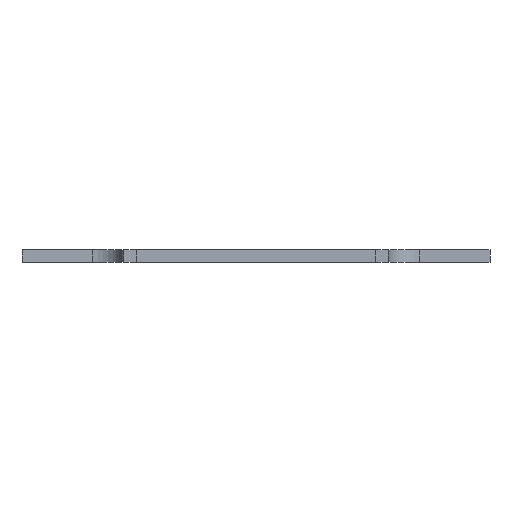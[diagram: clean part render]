
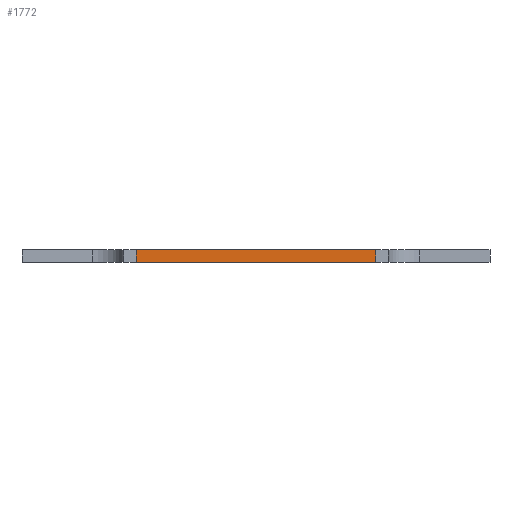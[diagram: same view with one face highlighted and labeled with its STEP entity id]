
A CAD part, left-side view. The second image highlights one B-rep face of the part: STEP entity #1772.
In plain terms, the highlighted planar face has unit normal (-1, 0, 0).
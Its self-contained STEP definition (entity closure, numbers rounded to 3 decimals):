
#32=PLANE('',#1920);
#104=FACE_OUTER_BOUND('',#208,.T.);
#208=EDGE_LOOP('',(#1411,#1412,#1413,#1414));
#298=LINE('',#2529,#518);
#406=LINE('',#2787,#626);
#429=LINE('',#2859,#649);
#431=LINE('',#2862,#651);
#518=VECTOR('',#2038,1000.);
#626=VECTOR('',#2192,1000.);
#649=VECTOR('',#2245,1000.);
#651=VECTOR('',#2249,1000.);
#788=VERTEX_POINT('',#2526);
#789=VERTEX_POINT('',#2528);
#870=VERTEX_POINT('',#2693);
#916=VERTEX_POINT('',#2785);
#966=EDGE_CURVE('',#788,#789,#298,.T.);
#1096=EDGE_CURVE('',#870,#916,#406,.T.);
#1133=EDGE_CURVE('',#788,#870,#429,.T.);
#1135=EDGE_CURVE('',#789,#916,#431,.T.);
#1411=ORIENTED_EDGE('',*,*,#1096,.T.);
#1412=ORIENTED_EDGE('',*,*,#1135,.F.);
#1413=ORIENTED_EDGE('',*,*,#966,.F.);
#1414=ORIENTED_EDGE('',*,*,#1133,.T.);
#1772=ADVANCED_FACE('',(#104),#32,.F.);
#1920=AXIS2_PLACEMENT_3D('',#2861,#2247,#2248);
#2038=DIRECTION('',(0.,-1.,0.));
#2192=DIRECTION('',(0.,-1.,0.));
#2245=DIRECTION('',(0.,0.,-1.));
#2247=DIRECTION('center_axis',(1.,0.,0.));
#2248=DIRECTION('ref_axis',(0.,0.,-1.));
#2249=DIRECTION('',(0.,0.,-1.));
#2526=CARTESIAN_POINT('',(-34.32,46.5,5.));
#2528=CARTESIAN_POINT('',(-34.32,-46.5,5.));
#2529=CARTESIAN_POINT('',(-34.32,-46.5,5.));
#2693=CARTESIAN_POINT('',(-34.32,46.5,0.));
#2785=CARTESIAN_POINT('',(-34.32,-46.5,0.));
#2787=CARTESIAN_POINT('',(-34.32,-46.5,0.));
#2859=CARTESIAN_POINT('',(-34.32,46.5,5.));
#2861=CARTESIAN_POINT('Origin',(-34.32,-46.5,5.));
#2862=CARTESIAN_POINT('',(-34.32,-46.5,5.));
